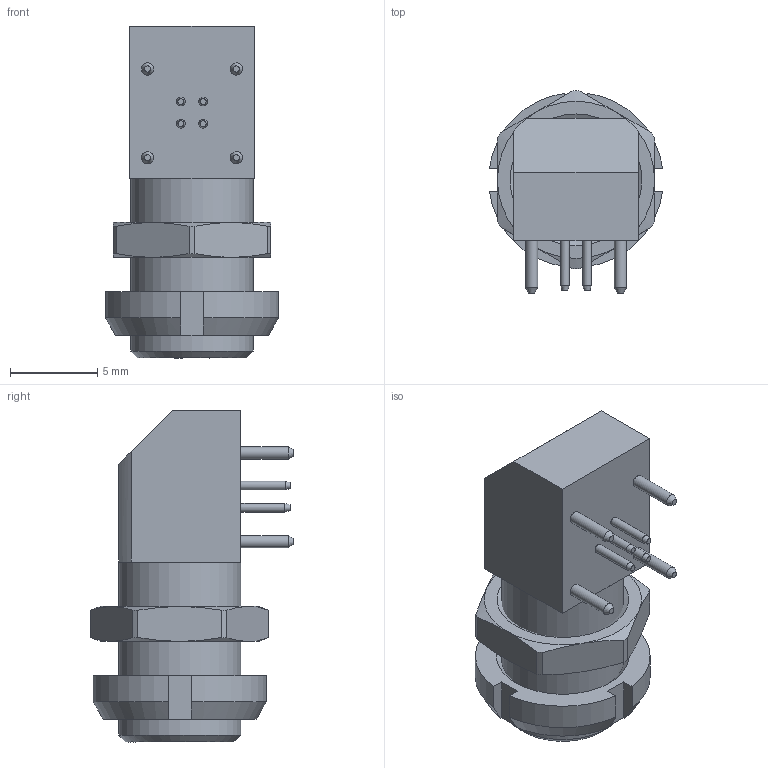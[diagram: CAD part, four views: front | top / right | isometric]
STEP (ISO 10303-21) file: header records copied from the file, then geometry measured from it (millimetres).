
FILE_DESCRIPTION(/* description */ ('STEP AP242','CAx-IF Rec.Pracs.---Representation and Presentation of Product Manufacturing Information (PMI)---4.0---2014-10-13','CAx-IF Rec.Pracs.---3D Tessellated Geometry---0.4---2014-09-14','2;1'),/* implementation_level */ '2;1');
FILE_NAME(/* name */ 'XBA.00.304.HLNZ',/* time_stamp */ '2024-04-24T12:44:24+02:00',/* author */ ('License CC BY-ND 4.0'),/* organization */ ('CADENAS'),/* preprocessor_version */ 'ST-DEVELOPER v19.3',/* originating_system */ 'PARTsolutions',/* authorisation */ ' ');
FILE_SCHEMA (('AP242_MANAGED_MODEL_BASED_3D_ENGINEERING_MIM_LF { 1 0 10303 442 1 1 4 }'));
Length unit declared in the file: millimetre
Products named in the file (4): XBA.00.304.HLNZ; XBA.00.304.HLNZ_PART1; XBA.00.304.HLNZ_PART2; XBA.00.304.HLNZ_PART3
Assembly tree (3 placements, depth 2):
  XBA.00.304.HLNZ
    XBA.00.304.HLNZ_PART1
    XBA.00.304.HLNZ_PART2
    XBA.00.304.HLNZ_PART3
Bounding box: 9.92 x 11.6 x 19 mm (x, y, z)
Volume: 948.1 mm3; surface area: 940.5 mm2
Topology: 3 solids, 5 shells, 96 faces, 220 edges, 139 vertices
Faces by surface type: plane 41, cone 29, cylinder 26
Full cylindrical faces by diameter (mm): 0.5 x4, 0.7 x4, 6.5 x1, 7 x2
Entity records: 2873 total; most frequent: CARTESIAN_POINT 500, DIRECTION 431, ORIENTED_EDGE 378, EDGE_CURVE 189, AXIS2_PLACEMENT_3D 179, EDGE_LOOP 133, FACE_BOUND 133, VERTEX_POINT 132
